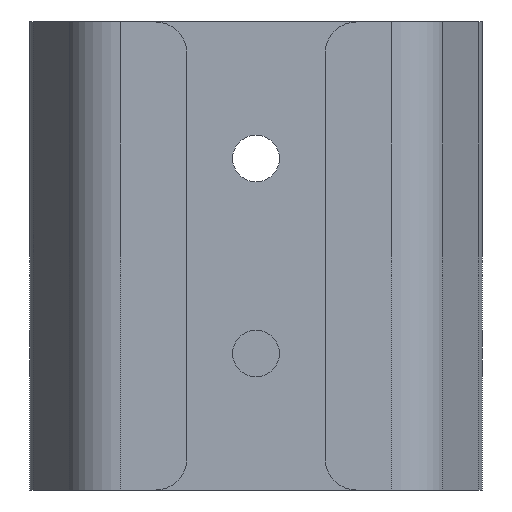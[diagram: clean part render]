
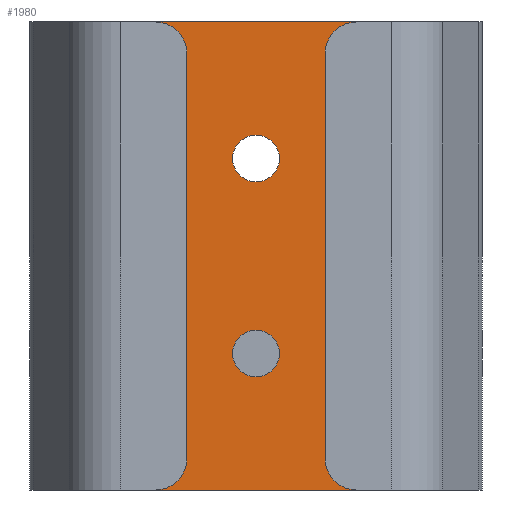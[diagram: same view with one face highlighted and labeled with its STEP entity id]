
A CAD part, front view. The second image highlights one B-rep face of the part: STEP entity #1980.
In plain terms, the highlighted planar face has unit normal (0, -1, 0).
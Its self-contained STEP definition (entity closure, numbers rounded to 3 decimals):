
#65 = CARTESIAN_POINT ( 'NONE',  ( 76.886, 306.571, 471.429 ) ) ;
#76 = DIRECTION ( 'NONE',  ( 0., -1., 0. ) ) ;
#189 = ORIENTED_EDGE ( 'NONE', *, *, #8062, .F. ) ;
#262 = ORIENTED_EDGE ( 'NONE', *, *, #8352, .F. ) ;
#265 = VECTOR ( 'NONE', #1536, 1000. ) ;
#398 = DIRECTION ( 'NONE',  ( 0., 0., -1. ) ) ;
#420 = AXIS2_PLACEMENT_3D ( 'NONE', #8361, #2472, #5266 ) ;
#469 = CARTESIAN_POINT ( 'NONE',  ( 70.886, 306.571, 556.429 ) ) ;
#580 = EDGE_CURVE ( 'NONE', #8908, #4121, #5353, .T. ) ;
#618 = CARTESIAN_POINT ( 'NONE',  ( 114.886, 306.571, 436.429 ) ) ;
#967 = CARTESIAN_POINT ( 'NONE',  ( 70.886, 306.571, 556.429 ) ) ;
#1079 = LINE ( 'NONE', #4957, #5129 ) ;
#1124 = EDGE_CURVE ( 'NONE', #8908, #3302, #1079, .T. ) ;
#1222 = ORIENTED_EDGE ( 'NONE', *, *, #9276, .T. ) ;
#1269 = CARTESIAN_POINT ( 'NONE',  ( 114.886, 306.571, 556.429 ) ) ;
#1480 = AXIS2_PLACEMENT_3D ( 'NONE', #469, #3382, #2611 ) ;
#1536 = DIRECTION ( 'NONE',  ( 0., 0., 1. ) ) ;
#1794 = CARTESIAN_POINT ( 'NONE',  ( 26.886, 306.571, 436.429 ) ) ;
#1980 = ADVANCED_FACE ( 'NONE', ( #3277, #7540, #8225 ), #6281, .T. ) ;
#2321 = EDGE_LOOP ( 'NONE', ( #5654, #1222, #5908, #8880 ) ) ;
#2447 = CIRCLE ( 'NONE', #420, 6. ) ;
#2459 = AXIS2_PLACEMENT_3D ( 'NONE', #3672, #76, #8822 ) ;
#2472 = DIRECTION ( 'NONE',  ( 0., -1., 0. ) ) ;
#2497 = CARTESIAN_POINT ( 'NONE',  ( 64.886, 306.571, 471.429 ) ) ;
#2611 = DIRECTION ( 'NONE',  ( 1., 0., 0. ) ) ;
#2677 = CARTESIAN_POINT ( 'NONE',  ( 70.886, 306.571, 521.429 ) ) ;
#3126 = LINE ( 'NONE', #967, #9121 ) ;
#3206 = CARTESIAN_POINT ( 'NONE',  ( 26.886, 306.571, 436.429 ) ) ;
#3277 = FACE_BOUND ( 'NONE', #3536, .T. ) ;
#3302 = VERTEX_POINT ( 'NONE', #3206 ) ;
#3382 = DIRECTION ( 'NONE',  ( 0., -1., 0. ) ) ;
#3536 = EDGE_LOOP ( 'NONE', ( #8984, #189 ) ) ;
#3672 = CARTESIAN_POINT ( 'NONE',  ( 70.886, 306.571, 471.429 ) ) ;
#3951 = CIRCLE ( 'NONE', #2459, 6. ) ;
#4064 = DIRECTION ( 'NONE',  ( 1., 0., 0. ) ) ;
#4112 = DIRECTION ( 'NONE',  ( 0., -1., 0. ) ) ;
#4121 = VERTEX_POINT ( 'NONE', #1269 ) ;
#4215 = CARTESIAN_POINT ( 'NONE',  ( 64.886, 306.571, 521.429 ) ) ;
#4714 = EDGE_CURVE ( 'NONE', #4121, #8394, #3126, .T. ) ;
#4789 = VERTEX_POINT ( 'NONE', #2497 ) ;
#4957 = CARTESIAN_POINT ( 'NONE',  ( 70.886, 306.571, 436.429 ) ) ;
#4992 = DIRECTION ( 'NONE',  ( -1., 0., 0. ) ) ;
#5129 = VECTOR ( 'NONE', #4992, 1000. ) ;
#5179 = CARTESIAN_POINT ( 'NONE',  ( 114.886, 306.571, 556.429 ) ) ;
#5234 = VECTOR ( 'NONE', #398, 1000. ) ;
#5266 = DIRECTION ( 'NONE',  ( 1., 0., 0. ) ) ;
#5353 = LINE ( 'NONE', #5179, #265 ) ;
#5407 = EDGE_LOOP ( 'NONE', ( #262, #8110 ) ) ;
#5496 = DIRECTION ( 'NONE',  ( -1., 0., 0. ) ) ;
#5654 = ORIENTED_EDGE ( 'NONE', *, *, #4714, .T. ) ;
#5705 = LINE ( 'NONE', #1794, #5234 ) ;
#5793 = AXIS2_PLACEMENT_3D ( 'NONE', #6972, #4112, #9185 ) ;
#5908 = ORIENTED_EDGE ( 'NONE', *, *, #1124, .F. ) ;
#6281 = PLANE ( 'NONE',  #1480 ) ;
#6437 = VERTEX_POINT ( 'NONE', #8486 ) ;
#6778 = CARTESIAN_POINT ( 'NONE',  ( 26.886, 306.571, 556.429 ) ) ;
#6822 = EDGE_CURVE ( 'NONE', #6437, #8629, #9479, .T. ) ;
#6897 = AXIS2_PLACEMENT_3D ( 'NONE', #2677, #8509, #4064 ) ;
#6972 = CARTESIAN_POINT ( 'NONE',  ( 70.886, 306.571, 471.429 ) ) ;
#7540 = FACE_BOUND ( 'NONE', #5407, .T. ) ;
#7705 = VERTEX_POINT ( 'NONE', #65 ) ;
#8062 = EDGE_CURVE ( 'NONE', #7705, #4789, #8446, .T. ) ;
#8110 = ORIENTED_EDGE ( 'NONE', *, *, #6822, .F. ) ;
#8225 = FACE_OUTER_BOUND ( 'NONE', #2321, .T. ) ;
#8237 = EDGE_CURVE ( 'NONE', #4789, #7705, #3951, .T. ) ;
#8352 = EDGE_CURVE ( 'NONE', #8629, #6437, #2447, .T. ) ;
#8361 = CARTESIAN_POINT ( 'NONE',  ( 70.886, 306.571, 521.429 ) ) ;
#8394 = VERTEX_POINT ( 'NONE', #6778 ) ;
#8446 = CIRCLE ( 'NONE', #5793, 6. ) ;
#8486 = CARTESIAN_POINT ( 'NONE',  ( 76.886, 306.571, 521.429 ) ) ;
#8509 = DIRECTION ( 'NONE',  ( 0., -1., 0. ) ) ;
#8629 = VERTEX_POINT ( 'NONE', #4215 ) ;
#8822 = DIRECTION ( 'NONE',  ( 1., 0., 0. ) ) ;
#8880 = ORIENTED_EDGE ( 'NONE', *, *, #580, .T. ) ;
#8908 = VERTEX_POINT ( 'NONE', #618 ) ;
#8984 = ORIENTED_EDGE ( 'NONE', *, *, #8237, .F. ) ;
#9121 = VECTOR ( 'NONE', #5496, 1000. ) ;
#9185 = DIRECTION ( 'NONE',  ( 1., 0., 0. ) ) ;
#9276 = EDGE_CURVE ( 'NONE', #8394, #3302, #5705, .T. ) ;
#9479 = CIRCLE ( 'NONE', #6897, 6. ) ;
